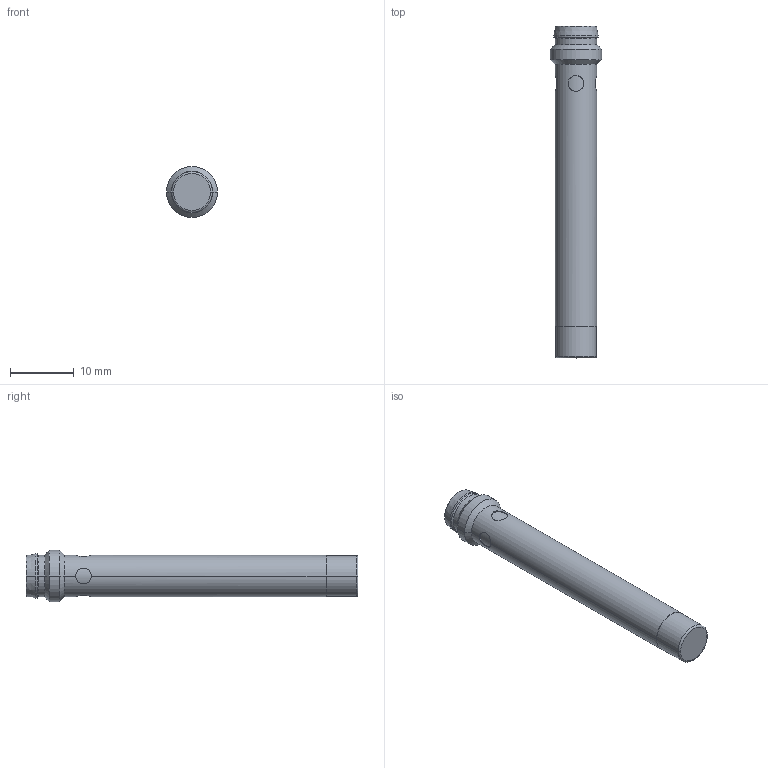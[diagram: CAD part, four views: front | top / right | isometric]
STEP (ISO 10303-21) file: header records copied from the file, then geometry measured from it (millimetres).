
FILE_DESCRIPTION((''),'2;1');
FILE_NAME('DM_CAD-2062','2015-01-12T',('Creinig-se'),(''),'PRO/ENGINEER BY PARAMETRIC TECHNOLOGY CORPORATION, 2013050','PRO/ENGINEER BY PARAMETRIC TECHNOLOGY CORPORATION, 2013050','');
FILE_SCHEMA(('CONFIG_CONTROL_DESIGN'));
Length unit declared in the file: millimetre
Products named in the file (1): DM_CAD-2062
Bounding box: 8 x 52 x 8 mm (x, y, z)
Volume: 1609.5 mm3; surface area: 1302.4 mm2
Topology: 1 solids, 1 shells, 50 faces, 172 edges, 133 vertices
Faces by surface type: cylinder 30, cone 8, sphere 6, plane 4, torus 2
Entity records: 2798 total; most frequent: CARTESIAN_POINT 532, DIRECTION 318, ORIENTED_EDGE 220, PRESENTATION_STYLE_ASSIGNMENT 197, STYLED_ITEM 180, CURVE_STYLE 173, AXIS2_PLACEMENT_3D 121, EDGE_CURVE 110
